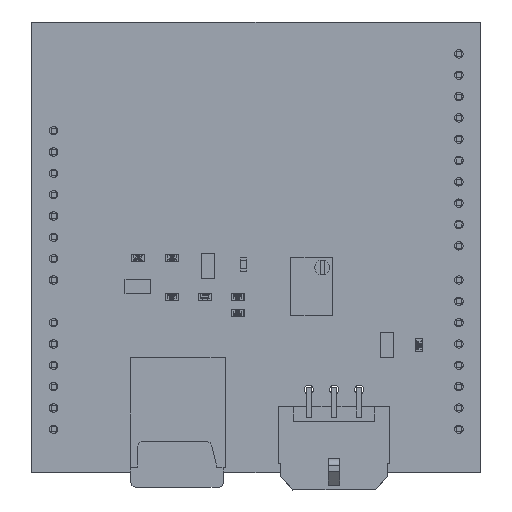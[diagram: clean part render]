
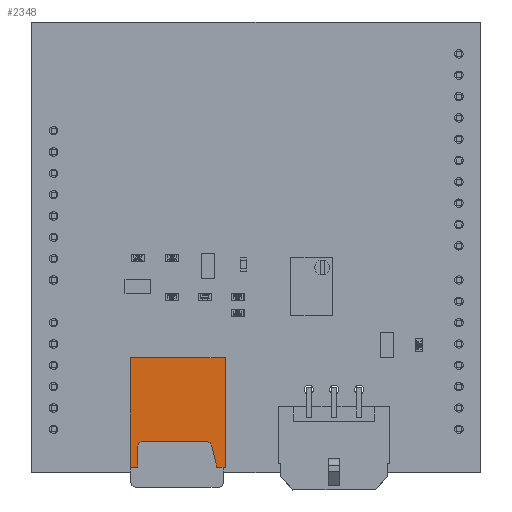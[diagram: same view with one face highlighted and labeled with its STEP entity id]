
A CAD part, top view. The second image highlights one B-rep face of the part: STEP entity #2348.
In plain terms, the highlighted planar face has unit normal (0, 0, 1).
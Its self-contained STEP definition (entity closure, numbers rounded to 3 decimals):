
#1963 = VERTEX_POINT('',#1964);
#1964 = CARTESIAN_POINT('',(5.65,6.5,1.3));
#1970 = EDGE_CURVE('',#1963,#1971,#1973,.T.);
#1971 = VERTEX_POINT('',#1972);
#1972 = CARTESIAN_POINT('',(5.65,-6.5,1.3));
#1973 = LINE('',#1974,#1975);
#1974 = CARTESIAN_POINT('',(5.65,6.5,1.3));
#1975 = VECTOR('',#1976,1.);
#1976 = DIRECTION('',(0.,-1.,0.));
#2001 = EDGE_CURVE('',#1971,#2002,#2004,.T.);
#2002 = VERTEX_POINT('',#2003);
#2003 = CARTESIAN_POINT('',(4.65,-6.5,1.3));
#2004 = LINE('',#2005,#2006);
#2005 = CARTESIAN_POINT('',(5.65,-6.5,1.3));
#2006 = VECTOR('',#2007,1.);
#2007 = DIRECTION('',(-1.,0.,0.));
#2032 = EDGE_CURVE('',#2002,#2033,#2035,.T.);
#2033 = VERTEX_POINT('',#2034);
#2034 = CARTESIAN_POINT('',(4.05,-3.9,1.3));
#2035 = LINE('',#2036,#2037);
#2036 = CARTESIAN_POINT('',(4.65,-6.5,1.3));
#2037 = VECTOR('',#2038,1.);
#2038 = DIRECTION('',(-0.225,0.974,0.));
#2063 = EDGE_CURVE('',#2033,#2064,#2066,.T.);
#2064 = VERTEX_POINT('',#2065);
#2065 = CARTESIAN_POINT('',(3.85,-3.6,1.3));
#2066 = LINE('',#2067,#2068);
#2067 = CARTESIAN_POINT('',(4.05,-3.9,1.3));
#2068 = VECTOR('',#2069,1.);
#2069 = DIRECTION('',(-0.555,0.832,0.));
#2094 = EDGE_CURVE('',#2064,#2095,#2097,.T.);
#2095 = VERTEX_POINT('',#2096);
#2096 = CARTESIAN_POINT('',(3.55,-3.5,1.3));
#2097 = LINE('',#2098,#2099);
#2098 = CARTESIAN_POINT('',(3.85,-3.6,1.3));
#2099 = VECTOR('',#2100,1.);
#2100 = DIRECTION('',(-0.949,0.316,0.));
#2125 = EDGE_CURVE('',#2095,#2126,#2128,.T.);
#2126 = VERTEX_POINT('',#2127);
#2127 = CARTESIAN_POINT('',(-4.35,-3.5,1.3));
#2128 = LINE('',#2129,#2130);
#2129 = CARTESIAN_POINT('',(3.55,-3.5,1.3));
#2130 = VECTOR('',#2131,1.);
#2131 = DIRECTION('',(-1.,0.,0.));
#2156 = EDGE_CURVE('',#2126,#2157,#2159,.T.);
#2157 = VERTEX_POINT('',#2158);
#2158 = CARTESIAN_POINT('',(-4.65,-3.7,1.3));
#2159 = LINE('',#2160,#2161);
#2160 = CARTESIAN_POINT('',(-4.35,-3.5,1.3));
#2161 = VECTOR('',#2162,1.);
#2162 = DIRECTION('',(-0.832,-0.555,0.));
#2187 = EDGE_CURVE('',#2157,#2188,#2190,.T.);
#2188 = VERTEX_POINT('',#2189);
#2189 = CARTESIAN_POINT('',(-4.75,-4.01,1.3));
#2190 = LINE('',#2191,#2192);
#2191 = CARTESIAN_POINT('',(-4.65,-3.7,1.3));
#2192 = VECTOR('',#2193,1.);
#2193 = DIRECTION('',(-0.307,-0.952,0.));
#2218 = EDGE_CURVE('',#2188,#2219,#2221,.T.);
#2219 = VERTEX_POINT('',#2220);
#2220 = CARTESIAN_POINT('',(-4.75,-6.5,1.3));
#2221 = LINE('',#2222,#2223);
#2222 = CARTESIAN_POINT('',(-4.75,-4.01,1.3));
#2223 = VECTOR('',#2224,1.);
#2224 = DIRECTION('',(0.,-1.,0.));
#2249 = EDGE_CURVE('',#2219,#2250,#2252,.T.);
#2250 = VERTEX_POINT('',#2251);
#2251 = CARTESIAN_POINT('',(-5.65,-6.5,1.3));
#2252 = LINE('',#2253,#2254);
#2253 = CARTESIAN_POINT('',(-4.75,-6.5,1.3));
#2254 = VECTOR('',#2255,1.);
#2255 = DIRECTION('',(-1.,0.,0.));
#2280 = EDGE_CURVE('',#2250,#2281,#2283,.T.);
#2281 = VERTEX_POINT('',#2282);
#2282 = CARTESIAN_POINT('',(-5.65,6.5,1.3));
#2283 = LINE('',#2284,#2285);
#2284 = CARTESIAN_POINT('',(-5.65,-6.5,1.3));
#2285 = VECTOR('',#2286,1.);
#2286 = DIRECTION('',(0.,1.,0.));
#2311 = EDGE_CURVE('',#2281,#1963,#2312,.T.);
#2312 = LINE('',#2313,#2314);
#2313 = CARTESIAN_POINT('',(-5.65,6.5,1.3));
#2314 = VECTOR('',#2315,1.);
#2315 = DIRECTION('',(1.,0.,0.));
#2348 = ADVANCED_FACE('',(#2349),#2363,.T.);
#2349 = FACE_BOUND('',#2350,.F.);
#2350 = EDGE_LOOP('',(#2351,#2352,#2353,#2354,#2355,#2356,#2357,#2358,
    #2359,#2360,#2361,#2362));
#2351 = ORIENTED_EDGE('',*,*,#1970,.T.);
#2352 = ORIENTED_EDGE('',*,*,#2001,.T.);
#2353 = ORIENTED_EDGE('',*,*,#2032,.T.);
#2354 = ORIENTED_EDGE('',*,*,#2063,.T.);
#2355 = ORIENTED_EDGE('',*,*,#2094,.T.);
#2356 = ORIENTED_EDGE('',*,*,#2125,.T.);
#2357 = ORIENTED_EDGE('',*,*,#2156,.T.);
#2358 = ORIENTED_EDGE('',*,*,#2187,.T.);
#2359 = ORIENTED_EDGE('',*,*,#2218,.T.);
#2360 = ORIENTED_EDGE('',*,*,#2249,.T.);
#2361 = ORIENTED_EDGE('',*,*,#2280,.T.);
#2362 = ORIENTED_EDGE('',*,*,#2311,.T.);
#2363 = PLANE('',#2364);
#2364 = AXIS2_PLACEMENT_3D('',#2365,#2366,#2367);
#2365 = CARTESIAN_POINT('',(5.65,6.5,1.3));
#2366 = DIRECTION('',(0.,0.,1.));
#2367 = DIRECTION('',(1.,0.,0.));
